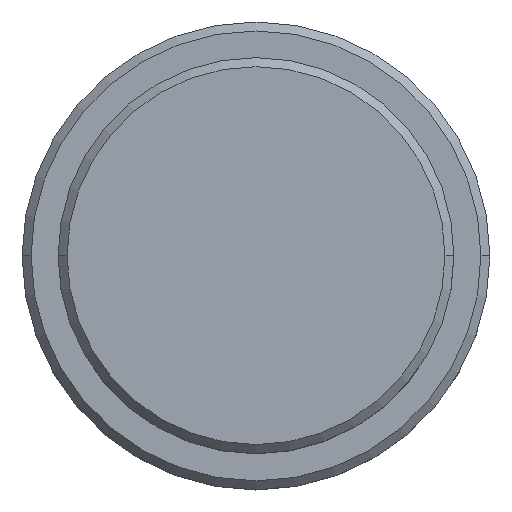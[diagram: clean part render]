
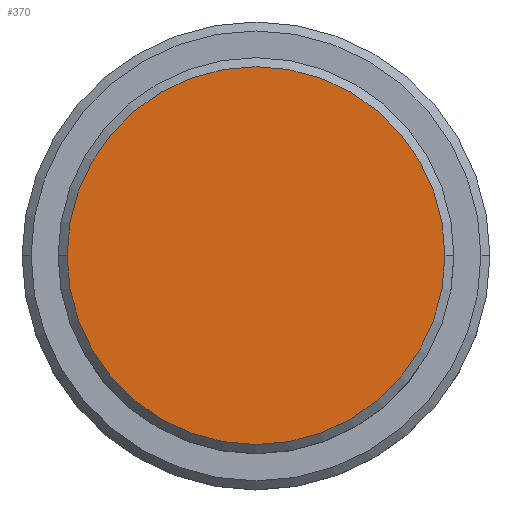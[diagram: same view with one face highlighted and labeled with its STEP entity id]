
A CAD part, top view. The second image highlights one B-rep face of the part: STEP entity #370.
In plain terms, the highlighted planar face has unit normal (0, 0, 1).
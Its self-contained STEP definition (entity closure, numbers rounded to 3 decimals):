
#57 = EDGE_LOOP ( 'NONE', ( #967, #1364 ) ) ;
#107 = EDGE_CURVE ( 'NONE', #1195, #1083, #338, .T. ) ;
#239 = FACE_OUTER_BOUND ( 'NONE', #57, .T. ) ;
#307 = CARTESIAN_POINT ( 'NONE',  ( 10.5, 0., 0. ) ) ;
#338 = CIRCLE ( 'NONE', #996, 10.5 ) ;
#360 = DIRECTION ( 'NONE',  ( 1., 0., 0. ) ) ;
#370 = ADVANCED_FACE ( 'NONE', ( #239 ), #551, .T. ) ;
#441 = CARTESIAN_POINT ( 'NONE',  ( 0., 0., 0. ) ) ;
#449 = AXIS2_PLACEMENT_3D ( 'NONE', #782, #582, #360 ) ;
#551 = PLANE ( 'NONE',  #449 ) ;
#578 = CARTESIAN_POINT ( 'NONE',  ( -10.5, 0., 0. ) ) ;
#582 = DIRECTION ( 'NONE',  ( 0., 0., 1. ) ) ;
#621 = DIRECTION ( 'NONE',  ( 0., 0., 1. ) ) ;
#746 = DIRECTION ( 'NONE',  ( 0., 0., 1. ) ) ;
#782 = CARTESIAN_POINT ( 'NONE',  ( 0., 0., 0. ) ) ;
#821 = DIRECTION ( 'NONE',  ( 1., 0., 0. ) ) ;
#854 = CARTESIAN_POINT ( 'NONE',  ( 0., 0., 0. ) ) ;
#871 = DIRECTION ( 'NONE',  ( 1., 0., 0. ) ) ;
#967 = ORIENTED_EDGE ( 'NONE', *, *, #107, .T. ) ;
#996 = AXIS2_PLACEMENT_3D ( 'NONE', #441, #746, #871 ) ;
#1039 = EDGE_CURVE ( 'NONE', #1083, #1195, #1085, .T. ) ;
#1083 = VERTEX_POINT ( 'NONE', #307 ) ;
#1085 = CIRCLE ( 'NONE', #1242, 10.5 ) ;
#1195 = VERTEX_POINT ( 'NONE', #578 ) ;
#1242 = AXIS2_PLACEMENT_3D ( 'NONE', #854, #621, #821 ) ;
#1364 = ORIENTED_EDGE ( 'NONE', *, *, #1039, .T. ) ;
